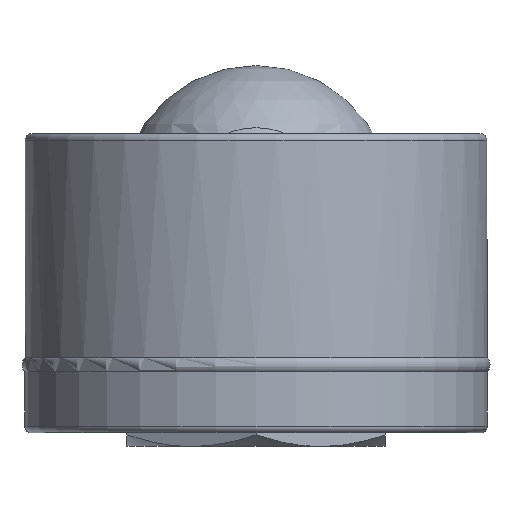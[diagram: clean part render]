
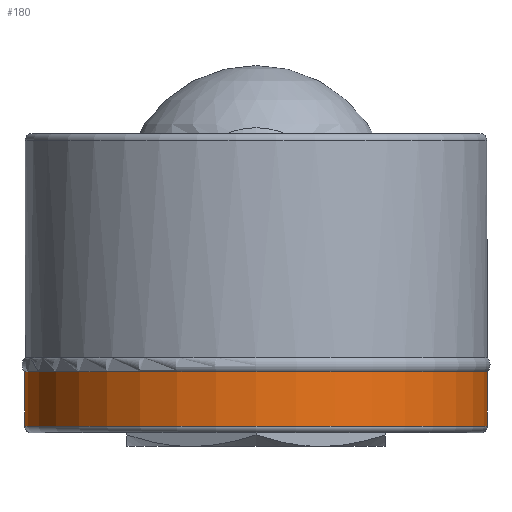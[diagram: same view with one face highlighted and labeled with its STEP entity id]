
A CAD part, left-side view. The second image highlights one B-rep face of the part: STEP entity #180.
In plain terms, the highlighted cylindrical face has radius 17 mm (diameter 34 mm), a full revolution.
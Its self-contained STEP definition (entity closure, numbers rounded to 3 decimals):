
#180 = ADVANCED_FACE( '', ( #374, #375 ), #376, .T. );
#374 = FACE_OUTER_BOUND( '', #2474, .T. );
#375 = FACE_OUTER_BOUND( '', #2475, .T. );
#376 = CYLINDRICAL_SURFACE( '', #2476, 17. );
#2474 = EDGE_LOOP( '', ( #3361 ) );
#2475 = EDGE_LOOP( '', ( #3362 ) );
#2476 = AXIS2_PLACEMENT_3D( '', #3363, #3364, #3365 );
#3361 = ORIENTED_EDGE( '', *, *, #3605, .T. );
#3362 = ORIENTED_EDGE( '', *, *, #3583, .F. );
#3363 = CARTESIAN_POINT( '', ( 0., 0., 57.15 ) );
#3364 = DIRECTION( '', ( 0., 0., -1. ) );
#3365 = DIRECTION( '', ( 1., 0., 0. ) );
#3583 = EDGE_CURVE( '', #3851, #3851, #3852, .T. );
#3605 = EDGE_CURVE( '', #3882, #3882, #3883, .T. );
#3851 = VERTEX_POINT( '', #5457 );
#3852 = CIRCLE( '', #5458, 17. );
#3882 = VERTEX_POINT( '', #5747 );
#3883 = CIRCLE( '', #5748, 17. );
#5457 = CARTESIAN_POINT( '', ( 17., 0., 4.49 ) );
#5458 = AXIS2_PLACEMENT_3D( '', #6019, #6020, #6021 );
#5747 = CARTESIAN_POINT( '', ( 17., 0., 0.5 ) );
#5748 = AXIS2_PLACEMENT_3D( '', #6047, #6048, #6049 );
#6019 = CARTESIAN_POINT( '', ( 0., 0., 4.49 ) );
#6020 = DIRECTION( '', ( 0., 0., 1. ) );
#6021 = DIRECTION( '', ( 1., 0., 0. ) );
#6047 = CARTESIAN_POINT( '', ( 0., 0., 0.5 ) );
#6048 = DIRECTION( '', ( 0., 0., 1. ) );
#6049 = DIRECTION( '', ( 1., 0., 0. ) );
